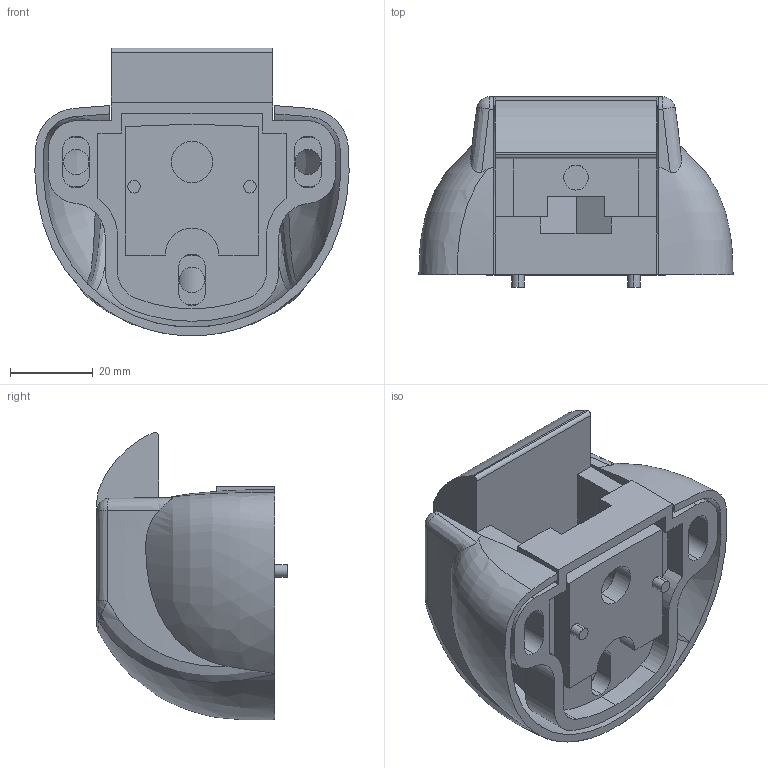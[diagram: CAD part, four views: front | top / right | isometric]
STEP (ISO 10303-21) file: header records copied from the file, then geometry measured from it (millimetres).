
FILE_DESCRIPTION (( 'STEP AP203' ), '1' );
FILE_NAME ('FA-662-S-1.STEP', '2011-01-05T08:05:38', ( ' ' ), ( ' ' ), 'SwSTEP 2.0', 'SolidWorks 2007', '' );
FILE_SCHEMA (( 'CONFIG_CONTROL_DESIGN' ));
Length unit declared in the file: millimetre
Products named in the file (5): FA-662-1-WSH__蹬怮椔; FA-662-S-1; FA-662-1-BDY__蹬怮椔; FA-662-1-CVR__蹬怮椔; FA-662-1-PLT__蹬怮椔
Assembly tree (6 placements, depth 2):
  FA-662-S-1
    FA-662-1-WSH__蹬怮椔  x3
    FA-662-1-PLT__蹬怮椔
    FA-662-1-CVR__蹬怮椔
    FA-662-1-BDY__蹬怮椔
Bounding box: 75.96 x 46 x 69.5 mm (x, y, z)
Volume: 69133.9 mm3; surface area: 36806.1 mm2
Topology: 6 solids, 6 shells, 178 faces, 478 edges, 313 vertices
Faces by surface type: plane 76, cylinder 63, bspline 35, sphere 4
Entity records: 13235 total; most frequent: CARTESIAN_POINT 8582, ORIENTED_EDGE 900, DIRECTION 792, EDGE_CURVE 450, VERTEX_POINT 297, AXIS2_PLACEMENT_3D 283, VECTOR 226, LINE 226
